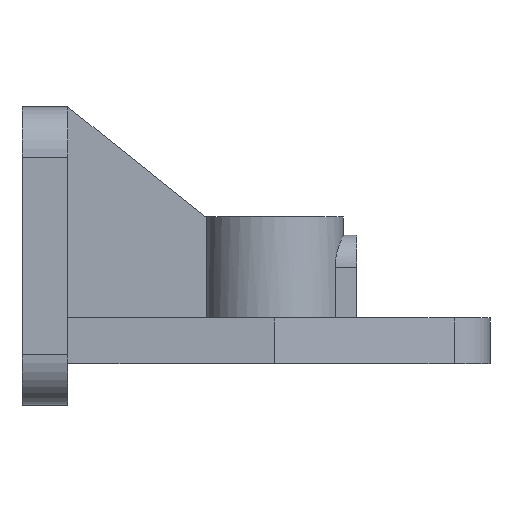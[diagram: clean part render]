
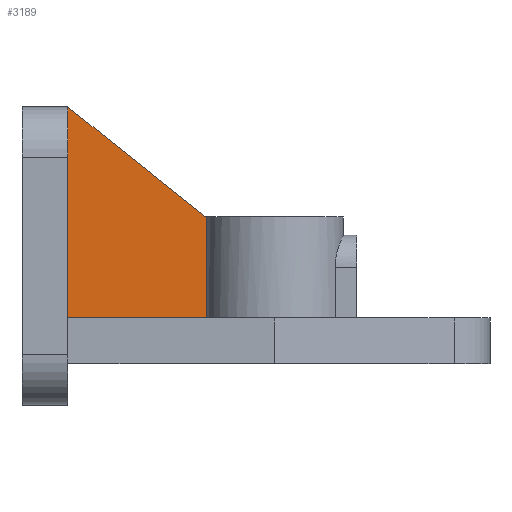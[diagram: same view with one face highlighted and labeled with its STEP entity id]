
A CAD part, front view. The second image highlights one B-rep face of the part: STEP entity #3189.
In plain terms, the highlighted planar face has unit normal (0, -1, 0).
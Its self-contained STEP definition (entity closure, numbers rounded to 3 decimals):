
#73 = PLANE('',#74);
#74 = AXIS2_PLACEMENT_3D('',#75,#76,#77);
#75 = CARTESIAN_POINT('',(0.,0.,38.));
#76 = DIRECTION('',(0.,0.,1.));
#77 = DIRECTION('',(1.,0.,0.));
#188 = VERTEX_POINT('',#189);
#189 = CARTESIAN_POINT('',(80.42,52.,38.));
#206 = CYLINDRICAL_SURFACE('',#207,30.);
#207 = AXIS2_PLACEMENT_3D('',#208,#209,#210);
#208 = CARTESIAN_POINT('',(110.,57.,60.));
#209 = DIRECTION('',(0.,0.,1.));
#210 = DIRECTION('',(1.,0.,0.));
#218 = EDGE_CURVE('',#219,#188,#221,.T.);
#219 = VERTEX_POINT('',#220);
#220 = CARTESIAN_POINT('',(20.,52.,38.));
#221 = SURFACE_CURVE('',#222,(#226,#233),.PCURVE_S1.);
#222 = LINE('',#223,#224);
#223 = CARTESIAN_POINT('',(50.21,52.,38.));
#224 = VECTOR('',#225,1.);
#225 = DIRECTION('',(1.,0.,0.));
#226 = PCURVE('',#73,#227);
#227 = DEFINITIONAL_REPRESENTATION('',(#228),#232);
#228 = LINE('',#229,#230);
#229 = CARTESIAN_POINT('',(50.21,52.));
#230 = VECTOR('',#231,1.);
#231 = DIRECTION('',(1.,0.));
#232 = ( GEOMETRIC_REPRESENTATION_CONTEXT(2) 
PARAMETRIC_REPRESENTATION_CONTEXT() REPRESENTATION_CONTEXT('2D SPACE',''
  ) );
#233 = PCURVE('',#234,#239);
#234 = PLANE('',#235);
#235 = AXIS2_PLACEMENT_3D('',#236,#237,#238);
#236 = CARTESIAN_POINT('',(0.,52.,0.));
#237 = DIRECTION('',(0.,1.,0.));
#238 = DIRECTION('',(-1.,0.,0.));
#239 = DEFINITIONAL_REPRESENTATION('',(#240),#244);
#240 = LINE('',#241,#242);
#241 = CARTESIAN_POINT('',(-50.21,38.));
#242 = VECTOR('',#243,1.);
#243 = DIRECTION('',(-1.,0.));
#244 = ( GEOMETRIC_REPRESENTATION_CONTEXT(2) 
PARAMETRIC_REPRESENTATION_CONTEXT() REPRESENTATION_CONTEXT('2D SPACE',''
  ) );
#262 = PLANE('',#263);
#263 = AXIS2_PLACEMENT_3D('',#264,#265,#266);
#264 = CARTESIAN_POINT('',(20.,0.,0.));
#265 = DIRECTION('',(1.,0.,0.));
#266 = DIRECTION('',(0.,1.,0.));
#818 = EDGE_CURVE('',#819,#219,#821,.T.);
#819 = VERTEX_POINT('',#820);
#820 = CARTESIAN_POINT('',(20.,52.,130.));
#821 = SURFACE_CURVE('',#822,(#826,#833),.PCURVE_S1.);
#822 = LINE('',#823,#824);
#823 = CARTESIAN_POINT('',(20.,52.,84.));
#824 = VECTOR('',#825,1.);
#825 = DIRECTION('',(0.,0.,-1.));
#826 = PCURVE('',#262,#827);
#827 = DEFINITIONAL_REPRESENTATION('',(#828),#832);
#828 = LINE('',#829,#830);
#829 = CARTESIAN_POINT('',(52.,84.));
#830 = VECTOR('',#831,1.);
#831 = DIRECTION('',(0.,-1.));
#832 = ( GEOMETRIC_REPRESENTATION_CONTEXT(2) 
PARAMETRIC_REPRESENTATION_CONTEXT() REPRESENTATION_CONTEXT('2D SPACE',''
  ) );
#833 = PCURVE('',#234,#834);
#834 = DEFINITIONAL_REPRESENTATION('',(#835),#839);
#835 = LINE('',#836,#837);
#836 = CARTESIAN_POINT('',(-20.,84.));
#837 = VECTOR('',#838,1.);
#838 = DIRECTION('',(0.,-1.));
#839 = ( GEOMETRIC_REPRESENTATION_CONTEXT(2) 
PARAMETRIC_REPRESENTATION_CONTEXT() REPRESENTATION_CONTEXT('2D SPACE',''
  ) );
#1311 = PLANE('',#1312);
#1312 = AXIS2_PLACEMENT_3D('',#1313,#1314,#1315);
#1313 = CARTESIAN_POINT('',(80.,57.,82.));
#1314 = DIRECTION('',(0.625,0.,0.781));
#1315 = DIRECTION('',(0.781,0.,-0.625));
#2209 = EDGE_CURVE('',#2210,#819,#2212,.T.);
#2210 = VERTEX_POINT('',#2211);
#2211 = CARTESIAN_POINT('',(80.,52.,82.));
#2212 = SURFACE_CURVE('',#2213,(#2217,#2224),.PCURVE_S1.);
#2213 = LINE('',#2214,#2215);
#2214 = CARTESIAN_POINT('',(50.,52.,106.));
#2215 = VECTOR('',#2216,1.);
#2216 = DIRECTION('',(-0.781,0.,0.625));
#2217 = PCURVE('',#1311,#2218);
#2218 = DEFINITIONAL_REPRESENTATION('',(#2219),#2223);
#2219 = LINE('',#2220,#2221);
#2220 = CARTESIAN_POINT('',(-38.419,-5.));
#2221 = VECTOR('',#2222,1.);
#2222 = DIRECTION('',(-1.,0.));
#2223 = ( GEOMETRIC_REPRESENTATION_CONTEXT(2) 
PARAMETRIC_REPRESENTATION_CONTEXT() REPRESENTATION_CONTEXT('2D SPACE',''
  ) );
#2224 = PCURVE('',#234,#2225);
#2225 = DEFINITIONAL_REPRESENTATION('',(#2226),#2230);
#2226 = LINE('',#2227,#2228);
#2227 = CARTESIAN_POINT('',(-50.,106.));
#2228 = VECTOR('',#2229,1.);
#2229 = DIRECTION('',(0.781,0.625));
#2230 = ( GEOMETRIC_REPRESENTATION_CONTEXT(2) 
PARAMETRIC_REPRESENTATION_CONTEXT() REPRESENTATION_CONTEXT('2D SPACE',''
  ) );
#2232 = EDGE_CURVE('',#2210,#2233,#2235,.T.);
#2233 = VERTEX_POINT('',#2234);
#2234 = CARTESIAN_POINT('',(80.42,52.,81.664));
#2235 = SURFACE_CURVE('',#2236,(#2240,#2247),.PCURVE_S1.);
#2236 = LINE('',#2237,#2238);
#2237 = CARTESIAN_POINT('',(80.21,52.,81.832));
#2238 = VECTOR('',#2239,1.);
#2239 = DIRECTION('',(0.781,0.,-0.625));
#2240 = PCURVE('',#1311,#2241);
#2241 = DEFINITIONAL_REPRESENTATION('',(#2242),#2246);
#2242 = LINE('',#2243,#2244);
#2243 = CARTESIAN_POINT('',(0.269,-5.));
#2244 = VECTOR('',#2245,1.);
#2245 = DIRECTION('',(1.,0.));
#2246 = ( GEOMETRIC_REPRESENTATION_CONTEXT(2) 
PARAMETRIC_REPRESENTATION_CONTEXT() REPRESENTATION_CONTEXT('2D SPACE',''
  ) );
#2247 = PCURVE('',#234,#2248);
#2248 = DEFINITIONAL_REPRESENTATION('',(#2249),#2253);
#2249 = LINE('',#2250,#2251);
#2250 = CARTESIAN_POINT('',(-80.21,81.832));
#2251 = VECTOR('',#2252,1.);
#2252 = DIRECTION('',(-0.781,-0.625));
#2253 = ( GEOMETRIC_REPRESENTATION_CONTEXT(2) 
PARAMETRIC_REPRESENTATION_CONTEXT() REPRESENTATION_CONTEXT('2D SPACE',''
  ) );
#3189 = ADVANCED_FACE('',(#3190),#234,.F.);
#3190 = FACE_BOUND('',#3191,.T.);
#3191 = EDGE_LOOP('',(#3192,#3193,#3194,#3215,#3216));
#3192 = ORIENTED_EDGE('',*,*,#818,.T.);
#3193 = ORIENTED_EDGE('',*,*,#218,.T.);
#3194 = ORIENTED_EDGE('',*,*,#3195,.T.);
#3195 = EDGE_CURVE('',#188,#2233,#3196,.T.);
#3196 = SURFACE_CURVE('',#3197,(#3201,#3208),.PCURVE_S1.);
#3197 = LINE('',#3198,#3199);
#3198 = CARTESIAN_POINT('',(80.42,52.,59.832));
#3199 = VECTOR('',#3200,1.);
#3200 = DIRECTION('',(0.,0.,1.));
#3201 = PCURVE('',#234,#3202);
#3202 = DEFINITIONAL_REPRESENTATION('',(#3203),#3207);
#3203 = LINE('',#3204,#3205);
#3204 = CARTESIAN_POINT('',(-80.42,59.832));
#3205 = VECTOR('',#3206,1.);
#3206 = DIRECTION('',(0.,1.));
#3207 = ( GEOMETRIC_REPRESENTATION_CONTEXT(2) 
PARAMETRIC_REPRESENTATION_CONTEXT() REPRESENTATION_CONTEXT('2D SPACE',''
  ) );
#3208 = PCURVE('',#206,#3209);
#3209 = DEFINITIONAL_REPRESENTATION('',(#3210),#3214);
#3210 = LINE('',#3211,#3212);
#3211 = CARTESIAN_POINT('',(3.309,-0.168));
#3212 = VECTOR('',#3213,1.);
#3213 = DIRECTION('',(0.,1.));
#3214 = ( GEOMETRIC_REPRESENTATION_CONTEXT(2) 
PARAMETRIC_REPRESENTATION_CONTEXT() REPRESENTATION_CONTEXT('2D SPACE',''
  ) );
#3215 = ORIENTED_EDGE('',*,*,#2232,.F.);
#3216 = ORIENTED_EDGE('',*,*,#2209,.T.);
